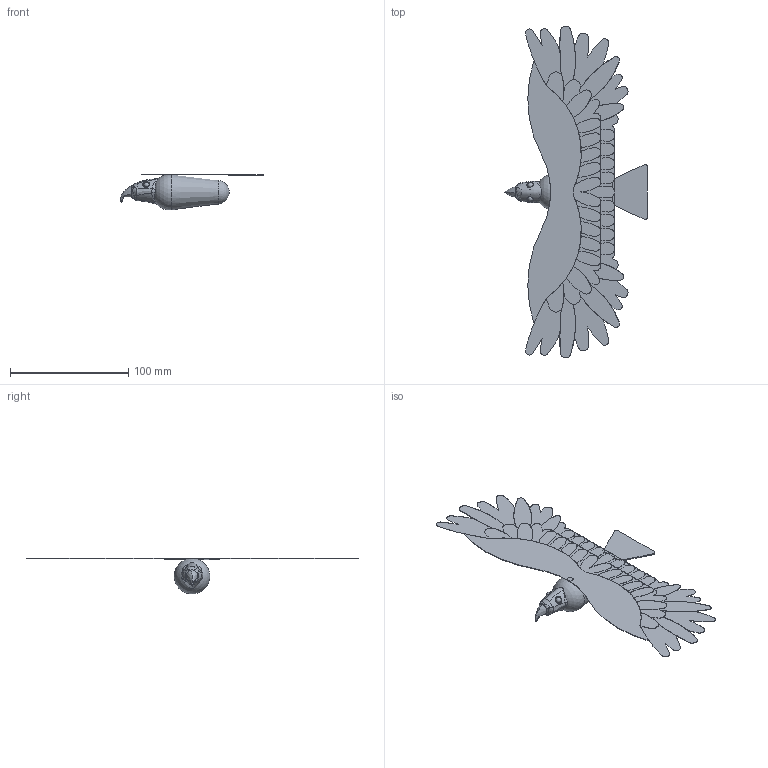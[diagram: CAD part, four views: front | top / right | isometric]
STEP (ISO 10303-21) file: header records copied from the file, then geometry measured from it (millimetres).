
FILE_DESCRIPTION(/* description */ ('STEP AP242 Edition 2','CAx-IF Rec.Pracs.---Representation and Presentation of Product Manufacturing Information (PMI)---4.0---2014-10-13','CAx-IF Rec.Pracs.---3D Tessellated Geometry---0.4---2014-09-14','2;1','CAx-IF Rec.Pracs.---User Defined Attributes---1.5---2016-08-15'),/* implementation_level */ '2;1');
FILE_NAME(/* name */ '694469dafc6d5bce81f4de07',/* time_stamp */ '2025-12-18T20:53:47Z',/* author */ (''),/* organization */ (''),/* preprocessor_version */ 'ST-DEVELOPER v20',/* originating_system */ 'ONSHAPE BY PTC INC, 1.208',/* authorisation */ ' ');
FILE_SCHEMA (('AP242_MANAGED_MODEL_BASED_3D_ENGINEERING_MIM_LF { 1 0 10303 442 3 1 4 }'));
Length unit declared in the file: metre
Products named in the file (1): Soaring_Eagle
Bounding box: 120.95 x 281.04 x 30.41 mm (x, y, z)
Volume: 40808.2 mm3; surface area: 44933.3 mm2
Topology: 1 solids, 1 shells, 300 faces, 874 edges, 577 vertices
Faces by surface type: cylinder 189, plane 69, bspline 31, torus 6, sphere 4, cone 1
Entity records: 11749 total; most frequent: CARTESIAN_POINT 3676, DIRECTION 1803, ORIENTED_EDGE 1718, EDGE_CURVE 859, AXIS2_PLACEMENT_3D 766, VERTEX_POINT 569, CIRCLE 493, EDGE_LOOP 308
